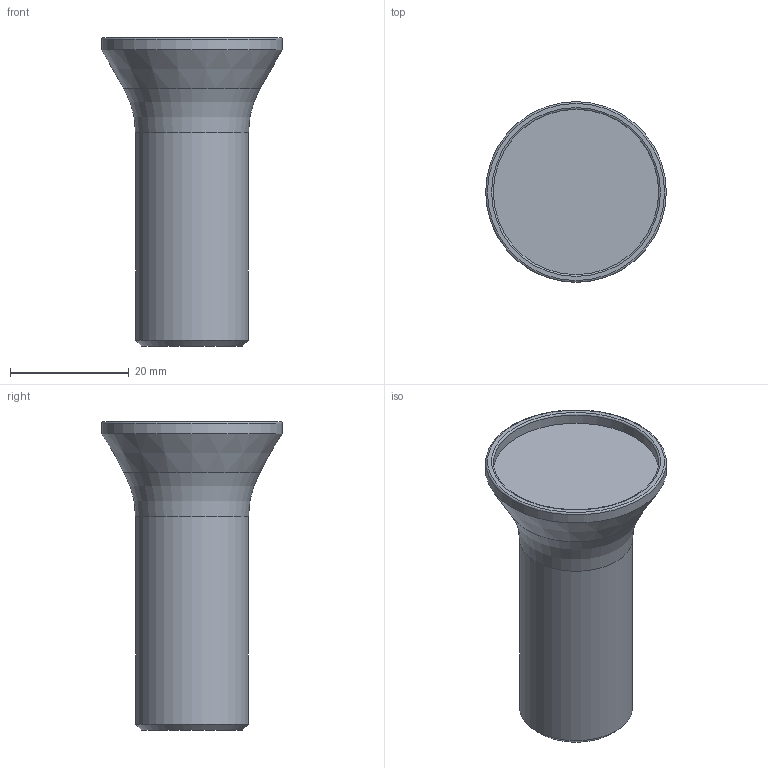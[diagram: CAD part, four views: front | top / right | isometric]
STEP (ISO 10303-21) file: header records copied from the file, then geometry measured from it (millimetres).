
FILE_DESCRIPTION(/* description */ (''),/* implementation_level */ '2;1');
FILE_NAME(/* name */ 'LED Circuit v0.step',/* time_stamp */ '2023-05-03T18:12:05+05:30',/* author */ (''),/* organization */ (''),/* preprocessor_version */ 'ST-DEVELOPER v19.2',/* originating_system */ 'Autodesk Translation Framework v12.4.0.73',/* authorisation */ '');
FILE_SCHEMA (('AUTOMOTIVE_DESIGN { 1 0 10303 214 3 1 1 }'));
Length unit declared in the file: millimetre
Products named in the file (1): LED Circuit
Bounding box: 30.49 x 30.49 x 52 mm (x, y, z)
Volume: 16605.5 mm3; surface area: 4610.6 mm2
Topology: 1 solids, 1 shells, 11 faces, 18 edges, 10 vertices
Faces by surface type: torus 3, plane 3, cylinder 3, cone 2
Full cylindrical faces by diameter (mm): 19.057 x1, 27.89 x1, 30.491 x1
Entity records: 290 total; most frequent: DIRECTION 55, CARTESIAN_POINT 40, ORIENTED_EDGE 36, AXIS2_PLACEMENT_3D 25, EDGE_CURVE 18, CIRCLE 13, EDGE_LOOP 12, FACE_OUTER_BOUND 11
